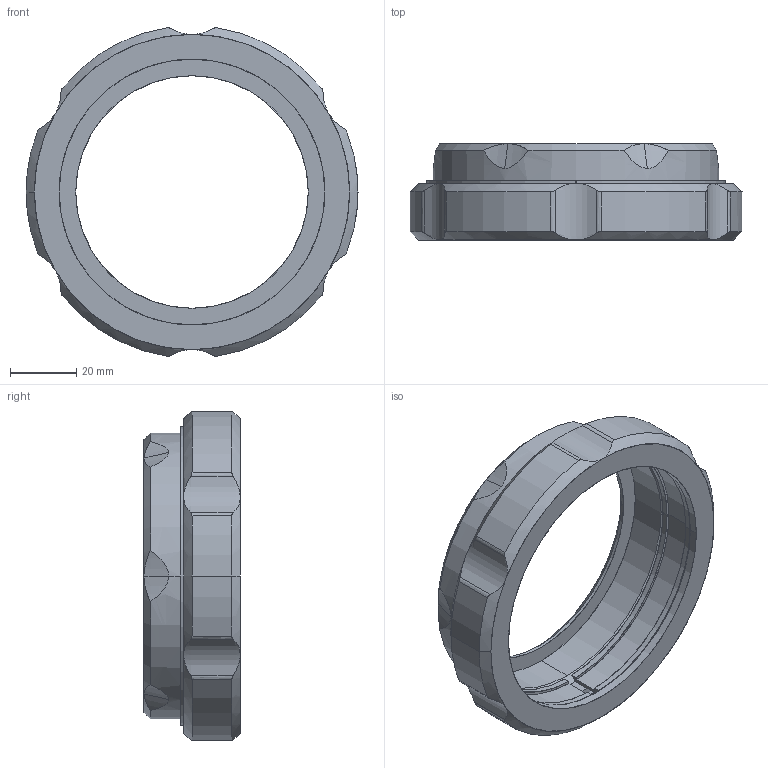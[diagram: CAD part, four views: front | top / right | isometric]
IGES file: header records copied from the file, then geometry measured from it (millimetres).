
Start section: SolidWorks IGES file using analytic representation for surfaces
Global section: file name: DP22422 -A_CMWF056.igs; native system: SolidWorks 2021; preprocessor: SolidWorks 2021; author: piermario; date: 211130.095125; units: millimetre
Bounding box: 100 x 29 x 98.89 mm (x, y, z)
Surface area: 32837 mm2 (no closed solid volume)
Topology: 0 solids, 0 shells, 103 faces, 2248 edges, 2248 vertices
Faces by surface type: revolution 89, bspline 14
